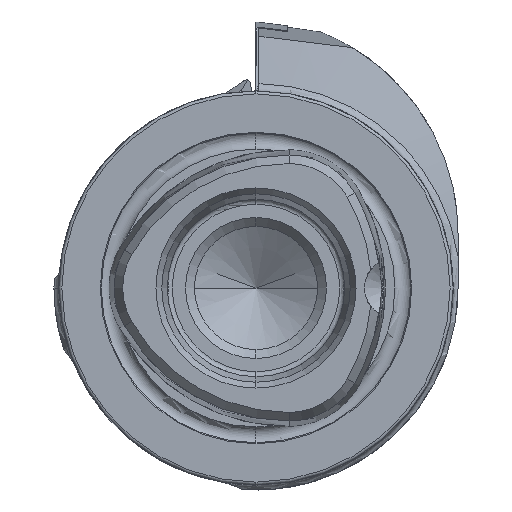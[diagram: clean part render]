
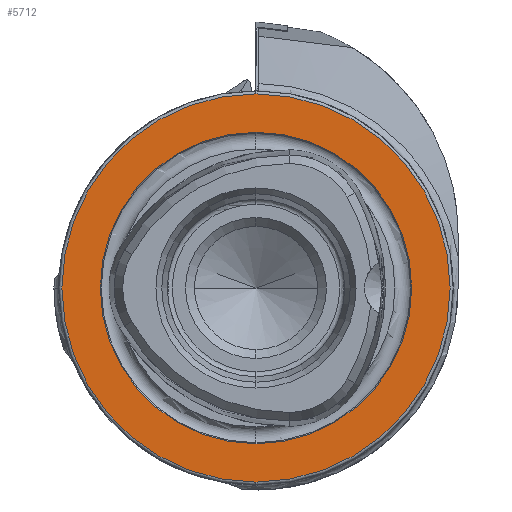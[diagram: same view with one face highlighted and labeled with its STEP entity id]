
A CAD part, left-side view. The second image highlights one B-rep face of the part: STEP entity #5712.
In plain terms, the highlighted planar face has unit normal (-1, 0, 0).
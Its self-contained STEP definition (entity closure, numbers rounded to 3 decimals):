
#931 = EDGE_CURVE ( 'NONE', #14815, #13278, #11039, .T. ) ;
#1083 = DIRECTION ( 'NONE',  ( 0., 0., -1. ) ) ;
#1190 = DIRECTION ( 'NONE',  ( -1., 0., 0. ) ) ;
#1278 = EDGE_CURVE ( 'NONE', #16405, #15145, #4559, .T. ) ;
#1958 = EDGE_CURVE ( 'NONE', #13278, #14815, #12619, .T. ) ;
#4559 = CIRCLE ( 'NONE', #8584, 15.8 ) ;
#5712 = ADVANCED_FACE ( 'NONE', ( #6839, #14509 ), #18826, .F. ) ;
#5778 = CARTESIAN_POINT ( 'NONE',  ( 0., 0., 0. ) ) ;
#6393 = AXIS2_PLACEMENT_3D ( 'NONE', #17794, #7266, #19165 ) ;
#6510 = ORIENTED_EDGE ( 'NONE', *, *, #1958, .T. ) ;
#6606 = ORIENTED_EDGE ( 'NONE', *, *, #1278, .F. ) ;
#6839 = FACE_BOUND ( 'NONE', #7461, .T. ) ;
#7266 = DIRECTION ( 'NONE',  ( -1., 0., 0. ) ) ;
#7461 = EDGE_LOOP ( 'NONE', ( #6606, #17061 ) ) ;
#8452 = ORIENTED_EDGE ( 'NONE', *, *, #931, .T. ) ;
#8584 = AXIS2_PLACEMENT_3D ( 'NONE', #5778, #1190, #19234 ) ;
#9048 = AXIS2_PLACEMENT_3D ( 'NONE', #15791, #13050, #1083 ) ;
#9491 = CARTESIAN_POINT ( 'NONE',  ( 0., 0., 0. ) ) ;
#10486 = CARTESIAN_POINT ( 'NONE',  ( 0., 0., -15.8 ) ) ;
#10679 = CARTESIAN_POINT ( 'NONE',  ( 0., 0., -19.7 ) ) ;
#11039 = CIRCLE ( 'NONE', #6393, 19.7 ) ;
#11362 = DIRECTION ( 'NONE',  ( 0., 0., 1. ) ) ;
#12619 = CIRCLE ( 'NONE', #16060, 19.7 ) ;
#12684 = DIRECTION ( 'NONE',  ( -1., 0., 0. ) ) ;
#13050 = DIRECTION ( 'NONE',  ( 1., 0., 0. ) ) ;
#13278 = VERTEX_POINT ( 'NONE', #10679 ) ;
#13985 = CARTESIAN_POINT ( 'NONE',  ( 0., 0., 15.8 ) ) ;
#14253 = AXIS2_PLACEMENT_3D ( 'NONE', #9491, #12684, #18563 ) ;
#14509 = FACE_OUTER_BOUND ( 'NONE', #17660, .T. ) ;
#14587 = CARTESIAN_POINT ( 'NONE',  ( 0., 0., 0. ) ) ;
#14815 = VERTEX_POINT ( 'NONE', #15341 ) ;
#15145 = VERTEX_POINT ( 'NONE', #10486 ) ;
#15341 = CARTESIAN_POINT ( 'NONE',  ( 0., 0., 19.7 ) ) ;
#15772 = DIRECTION ( 'NONE',  ( -1., 0., 0. ) ) ;
#15791 = CARTESIAN_POINT ( 'NONE',  ( 0., 15.8, 0. ) ) ;
#16060 = AXIS2_PLACEMENT_3D ( 'NONE', #14587, #15772, #11362 ) ;
#16405 = VERTEX_POINT ( 'NONE', #13985 ) ;
#17061 = ORIENTED_EDGE ( 'NONE', *, *, #18940, .F. ) ;
#17660 = EDGE_LOOP ( 'NONE', ( #8452, #6510 ) ) ;
#17794 = CARTESIAN_POINT ( 'NONE',  ( 0., 0., 0. ) ) ;
#18563 = DIRECTION ( 'NONE',  ( 0., 0., 1. ) ) ;
#18826 = PLANE ( 'NONE',  #9048 ) ;
#18939 = CIRCLE ( 'NONE', #14253, 15.8 ) ;
#18940 = EDGE_CURVE ( 'NONE', #15145, #16405, #18939, .T. ) ;
#19165 = DIRECTION ( 'NONE',  ( 0., 0., 1. ) ) ;
#19234 = DIRECTION ( 'NONE',  ( 0., 0., 1. ) ) ;
